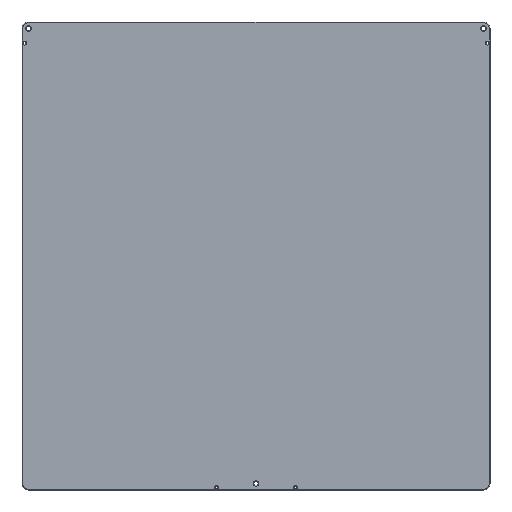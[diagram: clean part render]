
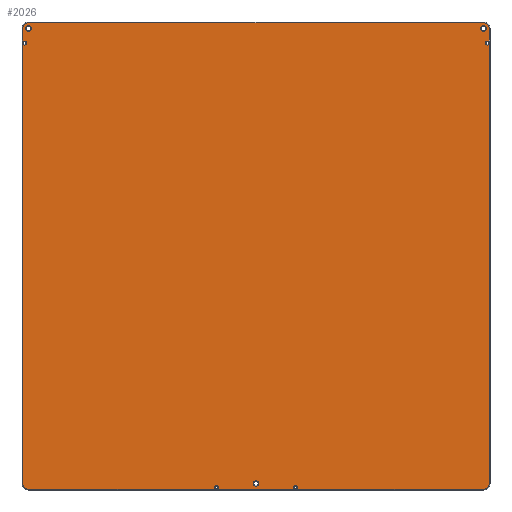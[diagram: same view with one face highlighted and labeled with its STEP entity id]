
A CAD part, front view. The second image highlights one B-rep face of the part: STEP entity #2026.
In plain terms, the highlighted planar face has unit normal (0, -1, 0).
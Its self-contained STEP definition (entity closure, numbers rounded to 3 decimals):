
#84=FACE_BOUND('',#421,.T.);
#85=FACE_BOUND('',#422,.T.);
#86=FACE_BOUND('',#423,.T.);
#119=CIRCLE('',#2107,2.1);
#121=CIRCLE('',#2112,1.5);
#122=CIRCLE('',#2113,1.5);
#124=CIRCLE('',#2117,1.5);
#125=CIRCLE('',#2118,1.5);
#129=CIRCLE('',#2136,4.5);
#131=CIRCLE('',#2140,4.5);
#164=CIRCLE('',#2207,2.1);
#166=CIRCLE('',#2211,4.5);
#167=CIRCLE('',#2214,1.5);
#176=CIRCLE('',#2230,1.5);
#177=CIRCLE('',#2231,1.5);
#178=CIRCLE('',#2233,4.5);
#181=CIRCLE('',#2239,2.1);
#302=FACE_OUTER_BOUND('',#420,.T.);
#420=EDGE_LOOP('',(#1828,#1829,#1830,#1831,#1832,#1833,#1834,#1835,#1836,
#1837,#1838,#1839,#1840,#1841,#1842,#1843,#1844,#1845,#1846));
#421=EDGE_LOOP('',(#1847));
#422=EDGE_LOOP('',(#1848));
#423=EDGE_LOOP('',(#1849));
#479=LINE('',#3108,#658);
#480=LINE('',#3110,#659);
#481=LINE('',#3112,#660);
#556=LINE('',#3361,#735);
#557=LINE('',#3362,#736);
#575=LINE('',#3422,#754);
#576=LINE('',#3423,#755);
#603=LINE('',#3507,#782);
#658=VECTOR('',#2463,10.);
#659=VECTOR('',#2464,10.);
#660=VECTOR('',#2465,10.);
#735=VECTOR('',#2746,10.);
#736=VECTOR('',#2747,10.);
#754=VECTOR('',#2809,10.);
#755=VECTOR('',#2810,10.);
#782=VECTOR('',#2915,10.);
#861=VERTEX_POINT('',#3100);
#862=VERTEX_POINT('',#3106);
#863=VERTEX_POINT('',#3107);
#864=VERTEX_POINT('',#3109);
#865=VERTEX_POINT('',#3111);
#867=VERTEX_POINT('',#3118);
#869=VERTEX_POINT('',#3129);
#872=VERTEX_POINT('',#3161);
#875=VERTEX_POINT('',#3171);
#932=VERTEX_POINT('',#3346);
#933=VERTEX_POINT('',#3352);
#935=VERTEX_POINT('',#3356);
#936=VERTEX_POINT('',#3360);
#953=VERTEX_POINT('',#3410);
#954=VERTEX_POINT('',#3412);
#955=VERTEX_POINT('',#3416);
#956=VERTEX_POINT('',#3418);
#959=VERTEX_POINT('',#3431);
#1064=EDGE_CURVE('',#861,#861,#119,.T.);
#1066=EDGE_CURVE('',#862,#863,#479,.T.);
#1067=EDGE_CURVE('',#862,#864,#480,.T.);
#1068=EDGE_CURVE('',#864,#865,#481,.T.);
#1073=EDGE_CURVE('',#867,#862,#121,.T.);
#1074=EDGE_CURVE('',#862,#867,#122,.T.);
#1080=EDGE_CURVE('',#869,#864,#124,.T.);
#1081=EDGE_CURVE('',#864,#869,#125,.T.);
#1096=EDGE_CURVE('',#865,#872,#129,.T.);
#1100=EDGE_CURVE('',#875,#863,#131,.T.);
#1188=EDGE_CURVE('',#932,#932,#164,.T.);
#1193=EDGE_CURVE('',#935,#933,#166,.T.);
#1194=EDGE_CURVE('',#933,#936,#556,.T.);
#1195=EDGE_CURVE('',#936,#875,#557,.T.);
#1197=EDGE_CURVE('',#936,#936,#167,.T.);
#1221=EDGE_CURVE('',#953,#954,#176,.T.);
#1222=EDGE_CURVE('',#954,#953,#177,.T.);
#1225=EDGE_CURVE('',#956,#955,#178,.T.);
#1226=EDGE_CURVE('',#872,#954,#575,.T.);
#1227=EDGE_CURVE('',#954,#956,#576,.T.);
#1232=EDGE_CURVE('',#959,#959,#181,.T.);
#1269=EDGE_CURVE('',#955,#935,#603,.T.);
#1828=ORIENTED_EDGE('',*,*,#1195,.F.);
#1829=ORIENTED_EDGE('',*,*,#1197,.F.);
#1830=ORIENTED_EDGE('',*,*,#1194,.F.);
#1831=ORIENTED_EDGE('',*,*,#1193,.F.);
#1832=ORIENTED_EDGE('',*,*,#1269,.F.);
#1833=ORIENTED_EDGE('',*,*,#1225,.F.);
#1834=ORIENTED_EDGE('',*,*,#1227,.F.);
#1835=ORIENTED_EDGE('',*,*,#1221,.F.);
#1836=ORIENTED_EDGE('',*,*,#1222,.F.);
#1837=ORIENTED_EDGE('',*,*,#1226,.F.);
#1838=ORIENTED_EDGE('',*,*,#1096,.F.);
#1839=ORIENTED_EDGE('',*,*,#1068,.F.);
#1840=ORIENTED_EDGE('',*,*,#1080,.F.);
#1841=ORIENTED_EDGE('',*,*,#1081,.F.);
#1842=ORIENTED_EDGE('',*,*,#1067,.F.);
#1843=ORIENTED_EDGE('',*,*,#1073,.F.);
#1844=ORIENTED_EDGE('',*,*,#1074,.F.);
#1845=ORIENTED_EDGE('',*,*,#1066,.T.);
#1846=ORIENTED_EDGE('',*,*,#1100,.F.);
#1847=ORIENTED_EDGE('',*,*,#1064,.F.);
#1848=ORIENTED_EDGE('',*,*,#1188,.F.);
#1849=ORIENTED_EDGE('',*,*,#1232,.F.);
#1911=PLANE('',#2273);
#2026=ADVANCED_FACE('',(#302,#84,#85,#86),#1911,.F.);
#2107=AXIS2_PLACEMENT_3D('',#3102,#2456,#2457);
#2112=AXIS2_PLACEMENT_3D('',#3120,#2473,#2474);
#2113=AXIS2_PLACEMENT_3D('',#3121,#2475,#2476);
#2117=AXIS2_PLACEMENT_3D('',#3131,#2487,#2488);
#2118=AXIS2_PLACEMENT_3D('',#3132,#2489,#2490);
#2136=AXIS2_PLACEMENT_3D('',#3165,#2536,#2537);
#2140=AXIS2_PLACEMENT_3D('',#3173,#2546,#2547);
#2207=AXIS2_PLACEMENT_3D('',#3348,#2731,#2732);
#2211=AXIS2_PLACEMENT_3D('',#3358,#2742,#2743);
#2214=AXIS2_PLACEMENT_3D('',#3365,#2751,#2752);
#2230=AXIS2_PLACEMENT_3D('',#3413,#2797,#2798);
#2231=AXIS2_PLACEMENT_3D('',#3414,#2799,#2800);
#2233=AXIS2_PLACEMENT_3D('',#3420,#2805,#2806);
#2239=AXIS2_PLACEMENT_3D('',#3433,#2821,#2822);
#2273=AXIS2_PLACEMENT_3D('',#3506,#2913,#2914);
#2456=DIRECTION('center_axis',(0.,-1.,0.));
#2457=DIRECTION('ref_axis',(1.,0.,0.));
#2463=DIRECTION('',(1.,0.,0.));
#2464=DIRECTION('',(-1.,0.,0.));
#2465=DIRECTION('',(-1.,0.,0.));
#2473=DIRECTION('center_axis',(0.,-1.,0.));
#2474=DIRECTION('ref_axis',(-1.,0.,0.));
#2475=DIRECTION('center_axis',(0.,-1.,0.));
#2476=DIRECTION('ref_axis',(-1.,0.,0.));
#2487=DIRECTION('center_axis',(0.,-1.,0.));
#2488=DIRECTION('ref_axis',(-1.,0.,0.));
#2489=DIRECTION('center_axis',(0.,-1.,0.));
#2490=DIRECTION('ref_axis',(-1.,0.,0.));
#2536=DIRECTION('center_axis',(0.,1.,0.));
#2537=DIRECTION('ref_axis',(-0.707,0.,-0.707));
#2546=DIRECTION('center_axis',(0.,1.,0.));
#2547=DIRECTION('ref_axis',(0.707,0.,-0.707));
#2731=DIRECTION('center_axis',(0.,-1.,0.));
#2732=DIRECTION('ref_axis',(1.,0.,0.));
#2742=DIRECTION('center_axis',(0.,1.,0.));
#2743=DIRECTION('ref_axis',(0.707,0.,0.707));
#2746=DIRECTION('',(0.,0.,-1.));
#2747=DIRECTION('',(0.,0.,-1.));
#2751=DIRECTION('center_axis',(0.,-1.,0.));
#2752=DIRECTION('ref_axis',(-1.,0.,0.));
#2797=DIRECTION('center_axis',(0.,-1.,0.));
#2798=DIRECTION('ref_axis',(-1.,0.,0.));
#2799=DIRECTION('center_axis',(0.,-1.,0.));
#2800=DIRECTION('ref_axis',(-1.,0.,0.));
#2805=DIRECTION('center_axis',(0.,1.,0.));
#2806=DIRECTION('ref_axis',(-0.707,0.,0.707));
#2809=DIRECTION('',(0.,0.,1.));
#2810=DIRECTION('',(0.,0.,1.));
#2821=DIRECTION('center_axis',(0.,-1.,0.));
#2822=DIRECTION('ref_axis',(1.,0.,0.));
#2913=DIRECTION('center_axis',(0.,1.,0.));
#2914=DIRECTION('ref_axis',(1.,0.,0.));
#2915=DIRECTION('',(1.,0.,0.));
#3100=CARTESIAN_POINT('',(-2.1,-8.,-145.));
#3102=CARTESIAN_POINT('Origin',(0.,-8.,-145.));
#3106=CARTESIAN_POINT('',(30.,-8.,-149.5));
#3107=CARTESIAN_POINT('',(172.5,-8.,-149.5));
#3108=CARTESIAN_POINT('',(100.,-8.,-149.5));
#3109=CARTESIAN_POINT('',(-30.,-8.,-149.5));
#3110=CARTESIAN_POINT('',(-87.5,-8.,-149.5));
#3111=CARTESIAN_POINT('',(-172.5,-8.,-149.5));
#3112=CARTESIAN_POINT('',(-87.5,-8.,-149.5));
#3118=CARTESIAN_POINT('',(31.5,-8.,-148.));
#3120=CARTESIAN_POINT('Origin',(30.,-8.,-148.));
#3121=CARTESIAN_POINT('Origin',(30.,-8.,-148.));
#3129=CARTESIAN_POINT('',(-28.5,-8.,-148.));
#3131=CARTESIAN_POINT('Origin',(-30.,-8.,-148.));
#3132=CARTESIAN_POINT('Origin',(-30.,-8.,-148.));
#3161=CARTESIAN_POINT('',(-177.,-8.,-145.));
#3165=CARTESIAN_POINT('Origin',(-172.5,-8.,-145.));
#3171=CARTESIAN_POINT('',(177.,-8.,-145.));
#3173=CARTESIAN_POINT('Origin',(172.5,-8.,-145.));
#3346=CARTESIAN_POINT('',(170.4,-8.,200.));
#3348=CARTESIAN_POINT('Origin',(172.5,-8.,200.));
#3352=CARTESIAN_POINT('',(177.,-8.,200.));
#3356=CARTESIAN_POINT('',(172.5,-8.,204.5));
#3358=CARTESIAN_POINT('Origin',(172.5,-8.,200.));
#3360=CARTESIAN_POINT('',(177.,-8.,189.));
#3361=CARTESIAN_POINT('',(177.,-8.,-57.5));
#3362=CARTESIAN_POINT('',(177.,-8.,5.));
#3365=CARTESIAN_POINT('Origin',(175.5,-8.,189.));
#3410=CARTESIAN_POINT('',(-174.,-8.,189.));
#3412=CARTESIAN_POINT('',(-177.,-8.,189.));
#3413=CARTESIAN_POINT('Origin',(-175.5,-8.,189.));
#3414=CARTESIAN_POINT('Origin',(-175.5,-8.,189.));
#3416=CARTESIAN_POINT('',(-172.5,-8.,204.5));
#3418=CARTESIAN_POINT('',(-177.,-8.,200.));
#3420=CARTESIAN_POINT('Origin',(-172.5,-8.,200.));
#3422=CARTESIAN_POINT('',(-177.,-8.,117.5));
#3423=CARTESIAN_POINT('',(-177.,-8.,117.5));
#3431=CARTESIAN_POINT('',(-174.6,-8.,200.));
#3433=CARTESIAN_POINT('Origin',(-172.5,-8.,200.));
#3506=CARTESIAN_POINT('Origin',(0.,-8.,30.));
#3507=CARTESIAN_POINT('',(87.5,-8.,204.5));
